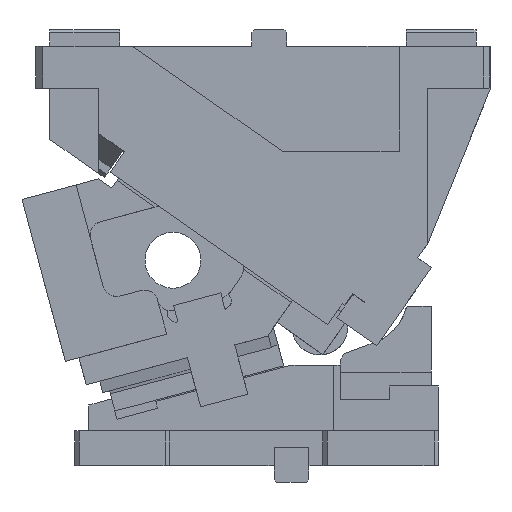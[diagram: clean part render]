
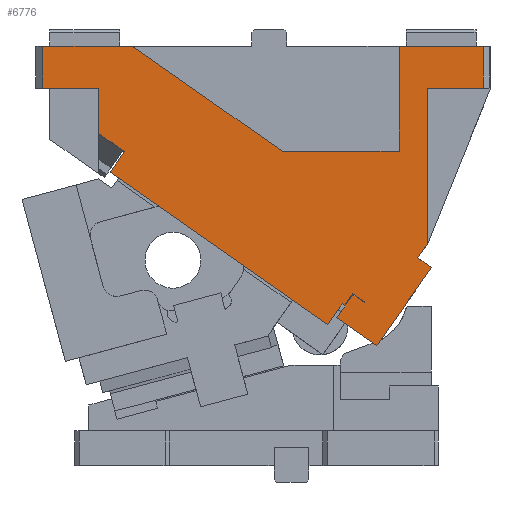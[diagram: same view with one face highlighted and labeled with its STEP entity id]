
A CAD part, left-side view. The second image highlights one B-rep face of the part: STEP entity #6776.
In plain terms, the highlighted planar face has unit normal (-1, 0, 0).
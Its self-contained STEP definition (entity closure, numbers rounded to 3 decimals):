
#950=CARTESIAN_POINT('Line Origine',(429.811,975.476,-68.856)) ;
#954=CARTESIAN_POINT('Vertex',(429.811,984.73,-62.376)) ;
#956=CARTESIAN_POINT('Vertex',(429.811,966.222,-75.336)) ;
#1590=CARTESIAN_POINT('Vertex',(429.811,749.73,-141.866)) ;
#1593=CARTESIAN_POINT('Line Origine',(429.811,753.079,-146.648)) ;
#1597=CARTESIAN_POINT('Vertex',(429.811,756.427,-151.431)) ;
#1692=CARTESIAN_POINT('Line Origine',(429.811,971.384,-82.708)) ;
#1696=CARTESIAN_POINT('Vertex',(429.811,976.546,-90.08)) ;
#2521=CARTESIAN_POINT('Line Origine',(429.811,751.513,-154.872)) ;
#2525=CARTESIAN_POINT('Vertex',(429.811,746.598,-158.314)) ;
#3268=CARTESIAN_POINT('Vertex',(429.811,769.73,0.)) ;
#3271=CARTESIAN_POINT('Line Origine',(429.811,739.73,0.)) ;
#3275=CARTESIAN_POINT('Vertex',(429.811,709.73,0.)) ;
#3798=CARTESIAN_POINT('Vertex',(429.811,709.73,-30.)) ;
#3801=CARTESIAN_POINT('Line Origine',(429.811,729.73,-30.)) ;
#3805=CARTESIAN_POINT('Vertex',(429.811,749.73,-30.)) ;
#4330=CARTESIAN_POINT('Vertex',(429.811,960.489,0.)) ;
#4333=CARTESIAN_POINT('Line Origine',(429.811,906.933,-37.5)) ;
#4337=CARTESIAN_POINT('Vertex',(429.811,853.377,-75.)) ;
#4542=CARTESIAN_POINT('Vertex',(429.811,794.321,-182.884)) ;
#4545=CARTESIAN_POINT('Line Origine',(429.811,798.622,-179.873)) ;
#4549=CARTESIAN_POINT('Vertex',(429.811,802.922,-176.861)) ;
#4576=CARTESIAN_POINT('Line Origine',(429.811,805.934,-181.162)) ;
#4580=CARTESIAN_POINT('Vertex',(429.811,808.945,-185.462)) ;
#4607=CARTESIAN_POINT('Line Origine',(429.811,809.764,-184.889)) ;
#4611=CARTESIAN_POINT('Vertex',(429.811,810.583,-184.315)) ;
#4637=CARTESIAN_POINT('Vertex',(429.811,820.908,-199.06)) ;
#4652=CARTESIAN_POINT('Line Origine',(429.811,815.745,-191.688)) ;
#5038=CARTESIAN_POINT('Vertex',(429.811,769.73,-75.)) ;
#5041=CARTESIAN_POINT('Line Origine',(429.811,811.554,-75.)) ;
#5119=CARTESIAN_POINT('Vertex',(429.811,794.608,-183.293)) ;
#5122=CARTESIAN_POINT('Line Origine',(429.811,794.465,-183.089)) ;
#5150=CARTESIAN_POINT('Vertex',(429.811,802.8,-177.558)) ;
#5153=CARTESIAN_POINT('Line Origine',(429.811,798.704,-180.426)) ;
#5174=CARTESIAN_POINT('Vertex',(429.811,814.271,-193.941)) ;
#5177=CARTESIAN_POINT('Line Origine',(429.811,808.535,-185.749)) ;
#5194=CARTESIAN_POINT('Line Origine',(429.811,799.936,-203.978)) ;
#5198=CARTESIAN_POINT('Vertex',(429.811,785.601,-214.016)) ;
#5281=CARTESIAN_POINT('Line Origine',(429.811,769.73,-37.5)) ;
#5307=CARTESIAN_POINT('Line Origine',(429.811,709.73,-15.)) ;
#5498=CARTESIAN_POINT('Line Origine',(429.811,766.099,-186.165)) ;
#5684=CARTESIAN_POINT('Line Origine',(429.811,898.727,-144.57)) ;
#5740=CARTESIAN_POINT('Line Origine',(429.811,749.73,-85.933)) ;
#6437=CARTESIAN_POINT('Vertex',(429.811,1024.73,0.)) ;
#6440=CARTESIAN_POINT('Line Origine',(429.811,992.609,0.)) ;
#6547=CARTESIAN_POINT('Vertex',(429.811,1024.73,-30.)) ;
#6550=CARTESIAN_POINT('Line Origine',(429.811,1024.73,-15.)) ;
#6651=CARTESIAN_POINT('Vertex',(429.811,984.73,-30.)) ;
#6654=CARTESIAN_POINT('Line Origine',(429.811,1004.73,-30.)) ;
#6681=CARTESIAN_POINT('Line Origine',(429.811,984.73,-46.188)) ;
#6744=CARTESIAN_POINT('Axis2P3D Location',(429.811,863.601,-62.301)) ;
#951=DIRECTION('Vector Direction',(0.,-0.819,-0.574)) ;
#1594=DIRECTION('Vector Direction',(0.,-0.574,0.819)) ;
#1693=DIRECTION('Vector Direction',(0.,-0.574,0.819)) ;
#2522=DIRECTION('Vector Direction',(0.,0.819,0.574)) ;
#3272=DIRECTION('Vector Direction',(0.,-1.,0.)) ;
#3802=DIRECTION('Vector Direction',(0.,-1.,0.)) ;
#4334=DIRECTION('Vector Direction',(0.,-0.819,-0.574)) ;
#4546=DIRECTION('Vector Direction',(0.,-0.819,-0.574)) ;
#4577=DIRECTION('Vector Direction',(0.,-0.574,0.819)) ;
#4608=DIRECTION('Vector Direction',(0.,-0.819,-0.574)) ;
#4653=DIRECTION('Vector Direction',(0.,-0.574,0.819)) ;
#5042=DIRECTION('Vector Direction',(0.,1.,0.)) ;
#5123=DIRECTION('Vector Direction',(0.,0.574,-0.819)) ;
#5154=DIRECTION('Vector Direction',(0.,-0.819,-0.574)) ;
#5178=DIRECTION('Vector Direction',(0.,-0.574,0.819)) ;
#5195=DIRECTION('Vector Direction',(0.,-0.819,-0.574)) ;
#5282=DIRECTION('Vector Direction',(0.,0.,-1.)) ;
#5308=DIRECTION('Vector Direction',(0.,0.,-1.)) ;
#5499=DIRECTION('Vector Direction',(0.,0.574,-0.819)) ;
#5685=DIRECTION('Vector Direction',(0.,-0.819,-0.574)) ;
#5741=DIRECTION('Vector Direction',(0.,0.,1.)) ;
#6441=DIRECTION('Vector Direction',(0.,1.,0.)) ;
#6551=DIRECTION('Vector Direction',(0.,0.,1.)) ;
#6655=DIRECTION('Vector Direction',(0.,-1.,0.)) ;
#6682=DIRECTION('Vector Direction',(0.,0.,-1.)) ;
#6745=DIRECTION('Axis2P3D Direction',(1.,0.,0.)) ;
#6746=DIRECTION('Axis2P3D XDirection',(0.,1.,0.)) ;
#6747=AXIS2_PLACEMENT_3D('Plane Axis2P3D',#6744,#6745,#6746) ;
#6750=ORIENTED_EDGE('',*,*,#5502,.F.) ;
#6751=ORIENTED_EDGE('',*,*,#2527,.T.) ;
#6752=ORIENTED_EDGE('',*,*,#1599,.T.) ;
#6753=ORIENTED_EDGE('',*,*,#5744,.T.) ;
#6754=ORIENTED_EDGE('',*,*,#3807,.T.) ;
#6755=ORIENTED_EDGE('',*,*,#5311,.F.) ;
#6756=ORIENTED_EDGE('',*,*,#3277,.F.) ;
#6757=ORIENTED_EDGE('',*,*,#5285,.T.) ;
#6758=ORIENTED_EDGE('',*,*,#5045,.T.) ;
#6759=ORIENTED_EDGE('',*,*,#4339,.F.) ;
#6760=ORIENTED_EDGE('',*,*,#6444,.T.) ;
#6761=ORIENTED_EDGE('',*,*,#6554,.F.) ;
#6762=ORIENTED_EDGE('',*,*,#6658,.T.) ;
#6763=ORIENTED_EDGE('',*,*,#6685,.T.) ;
#6764=ORIENTED_EDGE('',*,*,#958,.T.) ;
#6765=ORIENTED_EDGE('',*,*,#1698,.F.) ;
#6766=ORIENTED_EDGE('',*,*,#5688,.F.) ;
#6767=ORIENTED_EDGE('',*,*,#4656,.T.) ;
#6768=ORIENTED_EDGE('',*,*,#4613,.T.) ;
#6769=ORIENTED_EDGE('',*,*,#4582,.T.) ;
#6770=ORIENTED_EDGE('',*,*,#4551,.T.) ;
#6771=ORIENTED_EDGE('',*,*,#5126,.T.) ;
#6772=ORIENTED_EDGE('',*,*,#5157,.F.) ;
#6773=ORIENTED_EDGE('',*,*,#5181,.F.) ;
#6774=ORIENTED_EDGE('',*,*,#5200,.T.) ;
#952=VECTOR('Line Direction',#951,1.) ;
#1595=VECTOR('Line Direction',#1594,1.) ;
#1694=VECTOR('Line Direction',#1693,1.) ;
#2523=VECTOR('Line Direction',#2522,1.) ;
#3273=VECTOR('Line Direction',#3272,1.) ;
#3803=VECTOR('Line Direction',#3802,1.) ;
#4335=VECTOR('Line Direction',#4334,1.) ;
#4547=VECTOR('Line Direction',#4546,1.) ;
#4578=VECTOR('Line Direction',#4577,1.) ;
#4609=VECTOR('Line Direction',#4608,1.) ;
#4654=VECTOR('Line Direction',#4653,1.) ;
#5043=VECTOR('Line Direction',#5042,1.) ;
#5124=VECTOR('Line Direction',#5123,1.) ;
#5155=VECTOR('Line Direction',#5154,1.) ;
#5179=VECTOR('Line Direction',#5178,1.) ;
#5196=VECTOR('Line Direction',#5195,1.) ;
#5283=VECTOR('Line Direction',#5282,1.) ;
#5309=VECTOR('Line Direction',#5308,1.) ;
#5500=VECTOR('Line Direction',#5499,1.) ;
#5686=VECTOR('Line Direction',#5685,1.) ;
#5742=VECTOR('Line Direction',#5741,1.) ;
#6442=VECTOR('Line Direction',#6441,1.) ;
#6552=VECTOR('Line Direction',#6551,1.) ;
#6656=VECTOR('Line Direction',#6655,1.) ;
#6683=VECTOR('Line Direction',#6682,1.) ;
#6776=ADVANCED_FACE('CAM HOLDER',(#6775),#6748,.F.) ;
#958=EDGE_CURVE('',#955,#957,#953,.T.) ;
#1599=EDGE_CURVE('',#1598,#1591,#1596,.T.) ;
#1698=EDGE_CURVE('',#1697,#957,#1695,.T.) ;
#2527=EDGE_CURVE('',#2526,#1598,#2524,.T.) ;
#3277=EDGE_CURVE('',#3269,#3276,#3274,.T.) ;
#3807=EDGE_CURVE('',#3806,#3799,#3804,.T.) ;
#4339=EDGE_CURVE('',#4331,#4338,#4336,.T.) ;
#4551=EDGE_CURVE('',#4550,#4543,#4548,.T.) ;
#4582=EDGE_CURVE('',#4581,#4550,#4579,.T.) ;
#4613=EDGE_CURVE('',#4612,#4581,#4610,.T.) ;
#4656=EDGE_CURVE('',#4638,#4612,#4655,.T.) ;
#5045=EDGE_CURVE('',#5039,#4338,#5044,.T.) ;
#5126=EDGE_CURVE('',#4543,#5120,#5125,.T.) ;
#5157=EDGE_CURVE('',#5151,#5120,#5156,.T.) ;
#5181=EDGE_CURVE('',#5175,#5151,#5180,.T.) ;
#5200=EDGE_CURVE('',#5175,#5199,#5197,.T.) ;
#5285=EDGE_CURVE('',#3269,#5039,#5284,.T.) ;
#5311=EDGE_CURVE('',#3276,#3799,#5310,.T.) ;
#5502=EDGE_CURVE('',#2526,#5199,#5501,.T.) ;
#5688=EDGE_CURVE('',#4638,#1697,#5687,.F.) ;
#5744=EDGE_CURVE('',#1591,#3806,#5743,.T.) ;
#6444=EDGE_CURVE('',#4331,#6438,#6443,.T.) ;
#6554=EDGE_CURVE('',#6548,#6438,#6553,.T.) ;
#6658=EDGE_CURVE('',#6548,#6652,#6657,.T.) ;
#6685=EDGE_CURVE('',#6652,#955,#6684,.T.) ;
#6749=EDGE_LOOP('',(#6750,#6751,#6752,#6753,#6754,#6755,#6756,#6757,#6758,#6759,#6760,#6761,#6762,#6763,#6764,#6765,#6766,#6767,#6768,#6769,#6770,#6771,#6772,#6773,#6774)) ;
#6775=FACE_OUTER_BOUND('',#6749,.T.) ;
#953=LINE('Line',#950,#952) ;
#1596=LINE('Line',#1593,#1595) ;
#1695=LINE('Line',#1692,#1694) ;
#2524=LINE('Line',#2521,#2523) ;
#3274=LINE('Line',#3271,#3273) ;
#3804=LINE('Line',#3801,#3803) ;
#4336=LINE('Line',#4333,#4335) ;
#4548=LINE('Line',#4545,#4547) ;
#4579=LINE('Line',#4576,#4578) ;
#4610=LINE('Line',#4607,#4609) ;
#4655=LINE('Line',#4652,#4654) ;
#5044=LINE('Line',#5041,#5043) ;
#5125=LINE('Line',#5122,#5124) ;
#5156=LINE('Line',#5153,#5155) ;
#5180=LINE('Line',#5177,#5179) ;
#5197=LINE('Line',#5194,#5196) ;
#5284=LINE('Line',#5281,#5283) ;
#5310=LINE('Line',#5307,#5309) ;
#5501=LINE('Line',#5498,#5500) ;
#5687=LINE('Line',#5684,#5686) ;
#5743=LINE('Line',#5740,#5742) ;
#6443=LINE('Line',#6440,#6442) ;
#6553=LINE('Line',#6550,#6552) ;
#6657=LINE('Line',#6654,#6656) ;
#6684=LINE('Line',#6681,#6683) ;
#6748=PLANE('Plane',#6747) ;
#955=VERTEX_POINT('',#954) ;
#957=VERTEX_POINT('',#956) ;
#1591=VERTEX_POINT('',#1590) ;
#1598=VERTEX_POINT('',#1597) ;
#1697=VERTEX_POINT('',#1696) ;
#2526=VERTEX_POINT('',#2525) ;
#3269=VERTEX_POINT('',#3268) ;
#3276=VERTEX_POINT('',#3275) ;
#3799=VERTEX_POINT('',#3798) ;
#3806=VERTEX_POINT('',#3805) ;
#4331=VERTEX_POINT('',#4330) ;
#4338=VERTEX_POINT('',#4337) ;
#4543=VERTEX_POINT('',#4542) ;
#4550=VERTEX_POINT('',#4549) ;
#4581=VERTEX_POINT('',#4580) ;
#4612=VERTEX_POINT('',#4611) ;
#4638=VERTEX_POINT('',#4637) ;
#5039=VERTEX_POINT('',#5038) ;
#5120=VERTEX_POINT('',#5119) ;
#5151=VERTEX_POINT('',#5150) ;
#5175=VERTEX_POINT('',#5174) ;
#5199=VERTEX_POINT('',#5198) ;
#6438=VERTEX_POINT('',#6437) ;
#6548=VERTEX_POINT('',#6547) ;
#6652=VERTEX_POINT('',#6651) ;
